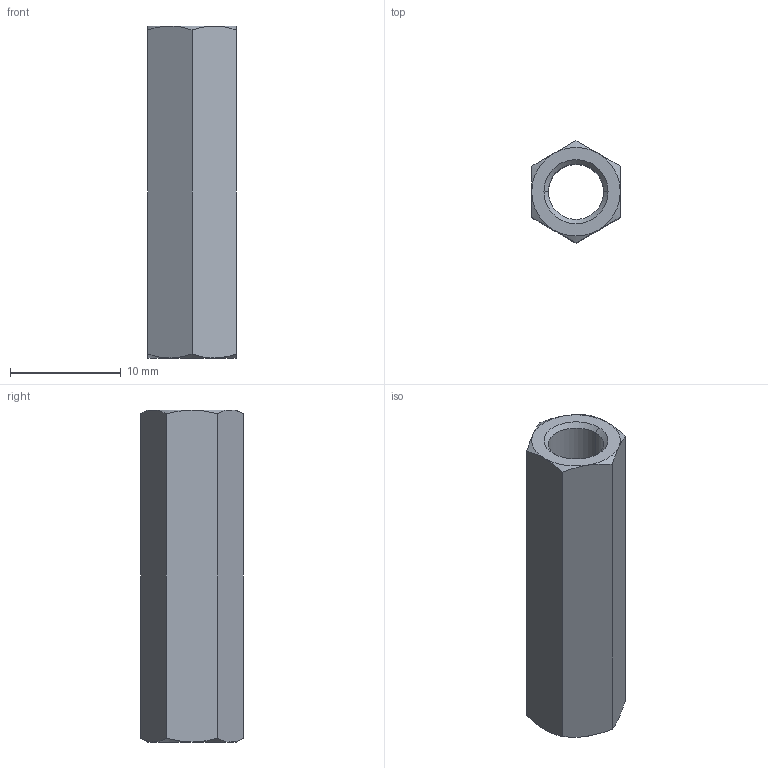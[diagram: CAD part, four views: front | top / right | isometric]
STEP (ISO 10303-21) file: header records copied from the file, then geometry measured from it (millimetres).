
FILE_DESCRIPTION (( 'STEP AP203' ), '1' );
FILE_NAME ('90264A806_NO THREADS_Zinc-Plated Steel Coupling Nut.STEP', '2021-07-21T13:45:00', ( 'Administrator' ), ( 'Managed by Terraform' ), 'SwSTEP 2.0', 'SolidWorks 2017', '' );
FILE_SCHEMA (( 'CONFIG_CONTROL_DESIGN' ));
Length unit declared in the file: millimetre
Products named in the file (1): 90264A806_NO THREADS_Zinc-Plated Steel Coupling Nut
Bounding box: 8 x 9.24 x 30 mm (x, y, z)
Volume: 1070 mm3; surface area: 1362.1 mm2
Topology: 1 solids, 1 shells, 26 faces, 56 edges, 32 vertices
Faces by surface type: cone 16, plane 8, cylinder 2
Entity records: 829 total; most frequent: CARTESIAN_POINT 219, ORIENTED_EDGE 112, DIRECTION 106, EDGE_CURVE 56, AXIS2_PLACEMENT_3D 47, VERTEX_POINT 32, EDGE_LOOP 28, ADVANCED_FACE 26
